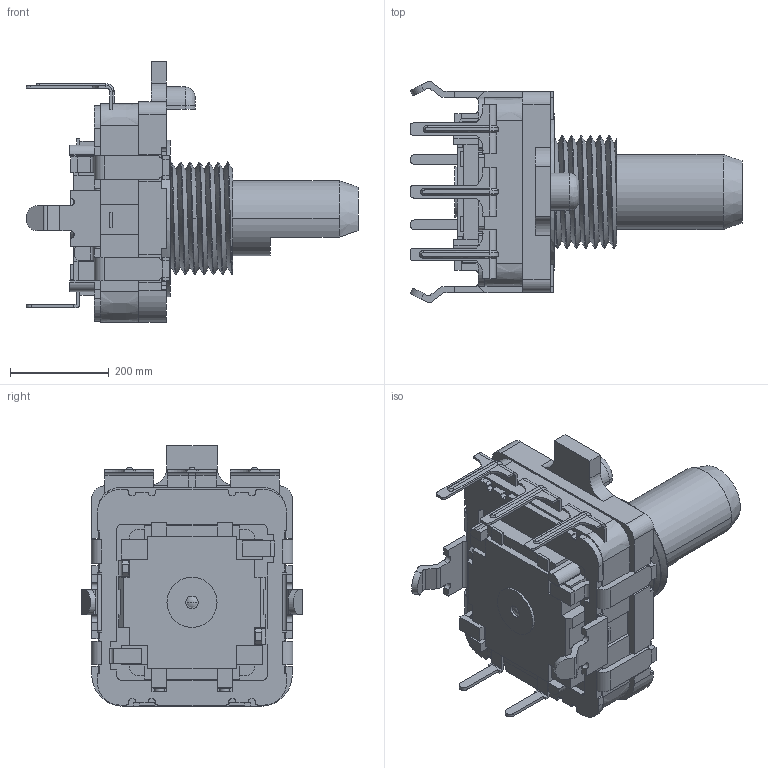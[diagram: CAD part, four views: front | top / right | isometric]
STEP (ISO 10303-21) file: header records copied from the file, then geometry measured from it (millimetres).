
FILE_DESCRIPTION((''),'2;1');
FILE_NAME('PEC16_ASM','2022-11-01T',('acer'),(''),'PRO/ENGINEER BY PARAMETRIC TECHNOLOGY CORPORATION, 2008380','PRO/ENGINEER BY PARAMETRIC TECHNOLOGY CORPORATION, 2008380','');
FILE_SCHEMA(('CONFIG_CONTROL_DESIGN'));
Length unit declared in the file: inch
Products named in the file (10): EI16137; ER16135-12; EB16139; EB395051_ASM; EB16121; EA16144_AF0; ES12124; PRT0004; 44; PEC16_ASM
Assembly tree (9 placements, depth 3):
  PEC16_ASM
    EI16137
    ER16135-12
    EB395051_ASM
      EB16139
    EB16121
    EA16144_AF0
    ES12124
    PRT0004
    44
Bounding box: 673.21 x 449.58 x 528.32 mm (x, y, z)
Volume: 33068307.7 mm3; surface area: 2796701.7 mm2
Topology: 12 solids, 12 shells, 1137 faces, 3029 edges, 1963 vertices
Faces by surface type: plane 652, cylinder 335, bspline 123, cone 15, torus 10, sphere 2
Entity records: 41598 total; most frequent: CARTESIAN_POINT 13377, ORIENTED_EDGE 6054, DIRECTION 5503, EDGE_CURVE 3027, VECTOR 2027, LINE 2027, VERTEX_POINT 1963, AXIS2_PLACEMENT_3D 1738
